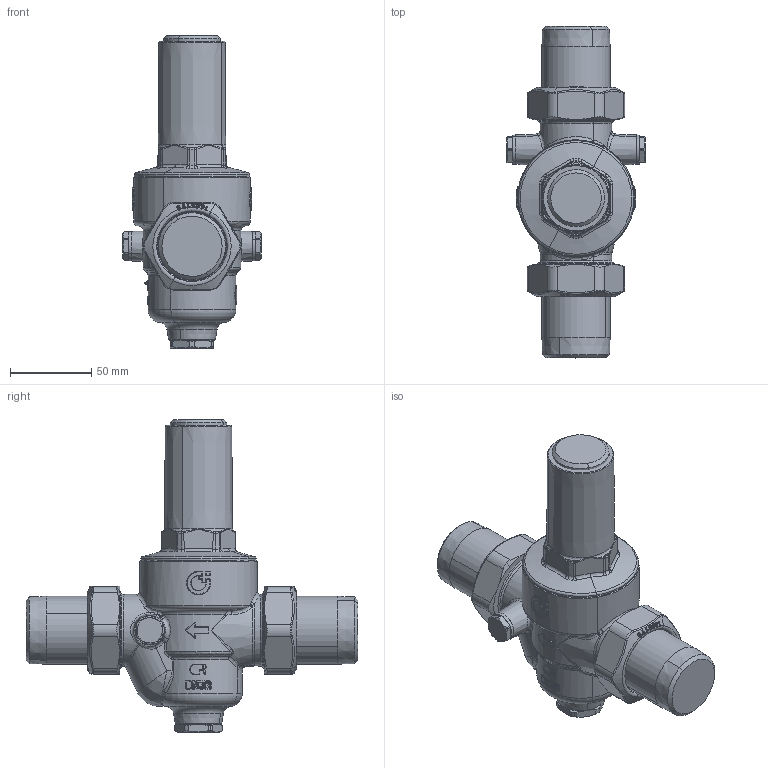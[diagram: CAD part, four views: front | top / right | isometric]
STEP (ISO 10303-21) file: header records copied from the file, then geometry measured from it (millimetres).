
FILE_DESCRIPTION(('CATIA V5 STEP Exchange'),'2;1');
FILE_NAME('STEP_536075_-_TST.stp','2017-09-25T13:54:06+00:00',('none'),('none'),'CATIA Version 5-6 Release 2014 SP5','CATIA V5 STEP AP203','none');
FILE_SCHEMA(('CONFIG_CONTROL_DESIGN'));
Length unit declared in the file: millimetre
Products named in the file (1): 536075 - TST
Bounding box: 85 x 204 x 192.3 mm (x, y, z)
Surface area: 72514.3 mm2 (no closed solid volume)
Topology: 0 solids, 43 shells, 1115 faces, 3352 edges, 2138 vertices
Faces by surface type: bspline 585, plane 173, cylinder 149, cone 87, torus 78, sphere 43
Entity records: 57897 total; most frequent: CARTESIAN_POINT 37285, ORIENTED_EDGE 5256, EDGE_CURVE 3296, VERTEX_POINT 2138, DIRECTION 2047, B_SPLINE_CURVE_WITH_KNOTS 1433, ADVANCED_FACE 1115, EDGE_LOOP 1115
